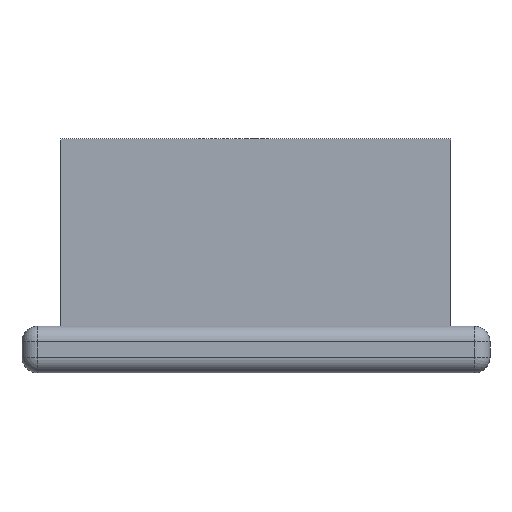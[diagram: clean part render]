
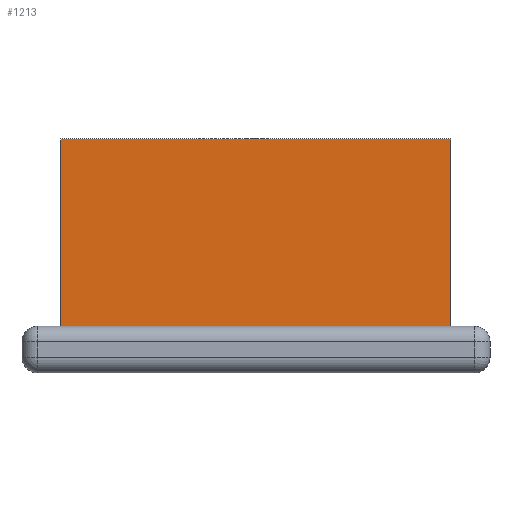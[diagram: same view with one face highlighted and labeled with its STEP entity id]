
A CAD part, left-side view. The second image highlights one B-rep face of the part: STEP entity #1213.
In plain terms, the highlighted planar face has unit normal (-1, 0, 0).
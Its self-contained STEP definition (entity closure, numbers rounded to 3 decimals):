
#168=FACE_OUTER_BOUND('',#247,.T.);
#247=EDGE_LOOP('',(#1033,#1034,#1035,#1036,#1037,#1038,#1039,#1040,#1041));
#308=LINE('',#1860,#431);
#368=LINE('',#1994,#491);
#374=LINE('',#2005,#497);
#375=LINE('',#2008,#498);
#376=LINE('',#2009,#499);
#377=LINE('',#2011,#500);
#378=LINE('',#2013,#501);
#379=LINE('',#2015,#502);
#380=LINE('',#2016,#503);
#431=VECTOR('',#1516,10.);
#491=VECTOR('',#1650,10.);
#497=VECTOR('',#1660,10.);
#498=VECTOR('',#1663,10.);
#499=VECTOR('',#1664,10.);
#500=VECTOR('',#1665,10.);
#501=VECTOR('',#1666,10.);
#502=VECTOR('',#1667,10.);
#503=VECTOR('',#1668,10.);
#563=VERTEX_POINT('',#1856);
#565=VERTEX_POINT('',#1859);
#600=VERTEX_POINT('',#1987);
#602=VERTEX_POINT('',#1993);
#605=VERTEX_POINT('',#2003);
#606=VERTEX_POINT('',#2007);
#607=VERTEX_POINT('',#2010);
#608=VERTEX_POINT('',#2012);
#609=VERTEX_POINT('',#2014);
#690=EDGE_CURVE('',#565,#563,#308,.T.);
#758=EDGE_CURVE('',#565,#602,#368,.T.);
#764=EDGE_CURVE('',#563,#605,#374,.T.);
#765=EDGE_CURVE('',#600,#606,#375,.T.);
#766=EDGE_CURVE('',#602,#600,#376,.T.);
#767=EDGE_CURVE('',#607,#605,#377,.T.);
#768=EDGE_CURVE('',#607,#608,#378,.T.);
#769=EDGE_CURVE('',#609,#608,#379,.T.);
#770=EDGE_CURVE('',#606,#609,#380,.T.);
#1033=ORIENTED_EDGE('',*,*,#765,.F.);
#1034=ORIENTED_EDGE('',*,*,#766,.F.);
#1035=ORIENTED_EDGE('',*,*,#758,.F.);
#1036=ORIENTED_EDGE('',*,*,#690,.T.);
#1037=ORIENTED_EDGE('',*,*,#764,.T.);
#1038=ORIENTED_EDGE('',*,*,#767,.F.);
#1039=ORIENTED_EDGE('',*,*,#768,.T.);
#1040=ORIENTED_EDGE('',*,*,#769,.F.);
#1041=ORIENTED_EDGE('',*,*,#770,.F.);
#1147=PLANE('',#1335);
#1213=ADVANCED_FACE('',(#168),#1147,.F.);
#1335=AXIS2_PLACEMENT_3D('',#2006,#1661,#1662);
#1516=DIRECTION('',(0.,-1.,0.));
#1650=DIRECTION('',(0.,0.,1.));
#1660=DIRECTION('',(0.,0.,1.));
#1661=DIRECTION('center_axis',(1.,0.,0.));
#1662=DIRECTION('ref_axis',(0.,0.,-1.));
#1663=DIRECTION('',(0.,1.,0.));
#1664=DIRECTION('',(0.,1.,0.));
#1665=DIRECTION('',(0.,1.,0.));
#1666=DIRECTION('',(0.,0.,1.));
#1667=DIRECTION('',(0.,-1.,0.));
#1668=DIRECTION('',(0.,0.,1.));
#1856=CARTESIAN_POINT('',(-20.,25.,0.));
#1859=CARTESIAN_POINT('',(-20.,35.,0.));
#1860=CARTESIAN_POINT('',(-20.,35.,0.));
#1987=CARTESIAN_POINT('',(-20.,52.895,6.));
#1993=CARTESIAN_POINT('',(-20.,35.,6.));
#1994=CARTESIAN_POINT('',(-20.,35.,0.));
#2003=CARTESIAN_POINT('',(-20.,25.,6.));
#2005=CARTESIAN_POINT('',(-20.,25.,0.));
#2006=CARTESIAN_POINT('Origin',(-20.,30.,12.5));
#2007=CARTESIAN_POINT('',(-20.,55.,6.));
#2008=CARTESIAN_POINT('',(-20.,30.,6.));
#2009=CARTESIAN_POINT('',(-20.,30.,6.));
#2010=CARTESIAN_POINT('',(-20.,5.,6.));
#2011=CARTESIAN_POINT('',(-20.,30.,6.));
#2012=CARTESIAN_POINT('',(-20.,5.,30.));
#2013=CARTESIAN_POINT('',(-20.,5.,15.));
#2014=CARTESIAN_POINT('',(-20.,55.,30.));
#2015=CARTESIAN_POINT('',(-20.,30.,30.));
#2016=CARTESIAN_POINT('',(-20.,55.,15.));
